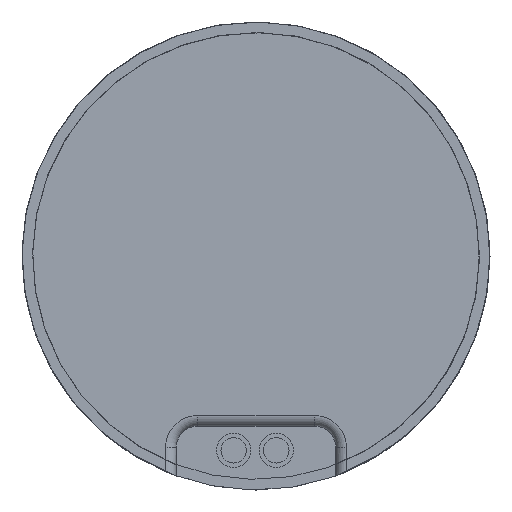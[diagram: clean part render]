
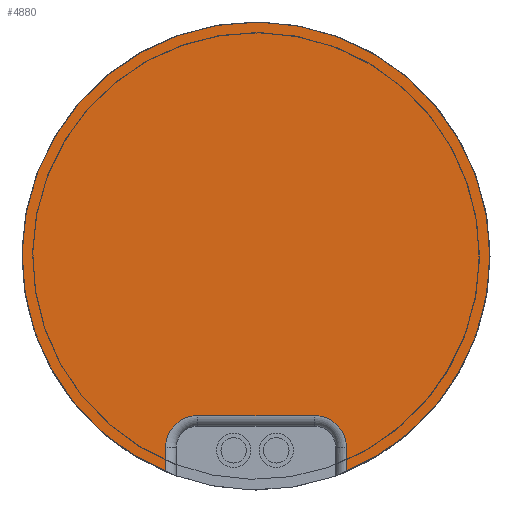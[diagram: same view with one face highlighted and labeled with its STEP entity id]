
A CAD part, front view. The second image highlights one B-rep face of the part: STEP entity #4880.
In plain terms, the highlighted face is planar.
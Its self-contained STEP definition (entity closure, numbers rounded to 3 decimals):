
#444 = VERTEX_POINT ( 'NONE', #4274 ) ;
#457 = EDGE_LOOP ( 'NONE', ( #2238, #931, #4969, #4856, #4503, #3867 ) ) ;
#522 = DIRECTION ( 'NONE',  ( 0., 0., 1. ) ) ;
#663 = LINE ( 'NONE', #1436, #3957 ) ;
#712 = VECTOR ( 'NONE', #3527, 1000. ) ;
#803 = EDGE_CURVE ( 'NONE', #444, #1203, #4832, .T. ) ;
#922 = DIRECTION ( 'NONE',  ( 0., 0., 1. ) ) ;
#931 = ORIENTED_EDGE ( 'NONE', *, *, #2793, .T. ) ;
#1002 = AXIS2_PLACEMENT_3D ( 'NONE', #3498, #922, #3930 ) ;
#1009 = VERTEX_POINT ( 'NONE', #1163 ) ;
#1163 = CARTESIAN_POINT ( 'NONE',  ( -7.5, 2.75, 0. ) ) ;
#1203 = VERTEX_POINT ( 'NONE', #3844 ) ;
#1331 = EDGE_CURVE ( 'NONE', #1203, #1009, #4134, .T. ) ;
#1436 = CARTESIAN_POINT ( 'NONE',  ( 0., -4.25, 0. ) ) ;
#1705 = DIRECTION ( 'NONE',  ( 0., 0., 1. ) ) ;
#1772 = LINE ( 'NONE', #1980, #4936 ) ;
#1883 = DIRECTION ( 'NONE',  ( 1., 0., 0. ) ) ;
#1980 = CARTESIAN_POINT ( 'NONE',  ( 0., 4.25, 0. ) ) ;
#2025 = EDGE_CURVE ( 'NONE', #3256, #3485, #2581, .T. ) ;
#2154 = CARTESIAN_POINT ( 'NONE',  ( -10.146, 4.25, 0. ) ) ;
#2238 = ORIENTED_EDGE ( 'NONE', *, *, #3139, .T. ) ;
#2293 = CARTESIAN_POINT ( 'NONE',  ( -9., -2.75, 0. ) ) ;
#2581 = CIRCLE ( 'NONE', #5143, 11. ) ;
#2724 = DIRECTION ( 'NONE',  ( 1., 0., 0. ) ) ;
#2793 = EDGE_CURVE ( 'NONE', #5511, #3485, #1772, .T. ) ;
#2867 = CARTESIAN_POINT ( 'NONE',  ( -10.146, -4.25, 0. ) ) ;
#3097 = PLANE ( 'NONE',  #4090 ) ;
#3102 = CARTESIAN_POINT ( 'NONE',  ( -7.5, 0., 0. ) ) ;
#3139 = EDGE_CURVE ( 'NONE', #1009, #5511, #4304, .T. ) ;
#3256 = VERTEX_POINT ( 'NONE', #2867 ) ;
#3257 = FACE_OUTER_BOUND ( 'NONE', #457, .T. ) ;
#3485 = VERTEX_POINT ( 'NONE', #2154 ) ;
#3498 = CARTESIAN_POINT ( 'NONE',  ( -9., 2.75, 0. ) ) ;
#3524 = DIRECTION ( 'NONE',  ( 1., 0., 0. ) ) ;
#3527 = DIRECTION ( 'NONE',  ( 0., 1., 0. ) ) ;
#3844 = CARTESIAN_POINT ( 'NONE',  ( -7.5, -2.75, 0. ) ) ;
#3867 = ORIENTED_EDGE ( 'NONE', *, *, #1331, .T. ) ;
#3930 = DIRECTION ( 'NONE',  ( 1., 0., 0. ) ) ;
#3957 = VECTOR ( 'NONE', #1883, 1000. ) ;
#4090 = AXIS2_PLACEMENT_3D ( 'NONE', #5257, #522, #3524 ) ;
#4134 = LINE ( 'NONE', #3102, #712 ) ;
#4141 = EDGE_CURVE ( 'NONE', #3256, #444, #663, .T. ) ;
#4263 = CARTESIAN_POINT ( 'NONE',  ( 0., 0., 0. ) ) ;
#4274 = CARTESIAN_POINT ( 'NONE',  ( -9., -4.25, 0. ) ) ;
#4304 = CIRCLE ( 'NONE', #1002, 1.5 ) ;
#4503 = ORIENTED_EDGE ( 'NONE', *, *, #803, .T. ) ;
#4709 = DIRECTION ( 'NONE',  ( 1., 0., 0. ) ) ;
#4832 = CIRCLE ( 'NONE', #5240, 1.5 ) ;
#4856 = ORIENTED_EDGE ( 'NONE', *, *, #4141, .T. ) ;
#4880 = ADVANCED_FACE ( 'NONE', ( #3257 ), #3097, .F. ) ;
#4936 = VECTOR ( 'NONE', #5001, 1000. ) ;
#4969 = ORIENTED_EDGE ( 'NONE', *, *, #2025, .F. ) ;
#5001 = DIRECTION ( 'NONE',  ( -1., 0., 0. ) ) ;
#5143 = AXIS2_PLACEMENT_3D ( 'NONE', #4263, #1705, #4709 ) ;
#5229 = CARTESIAN_POINT ( 'NONE',  ( -9., 4.25, 0. ) ) ;
#5240 = AXIS2_PLACEMENT_3D ( 'NONE', #2293, #5314, #2724 ) ;
#5257 = CARTESIAN_POINT ( 'NONE',  ( 0., 0., 0. ) ) ;
#5314 = DIRECTION ( 'NONE',  ( 0., 0., 1. ) ) ;
#5511 = VERTEX_POINT ( 'NONE', #5229 ) ;
